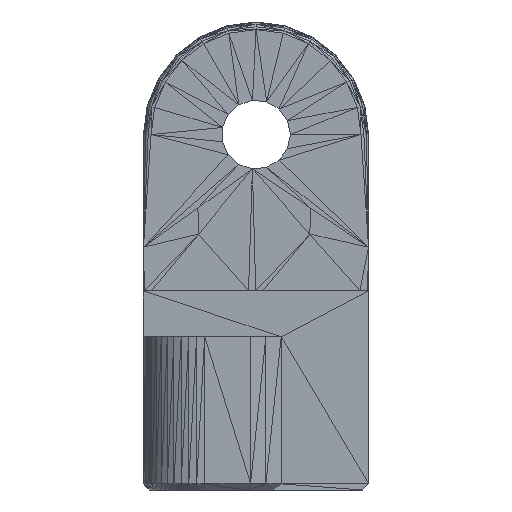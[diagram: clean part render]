
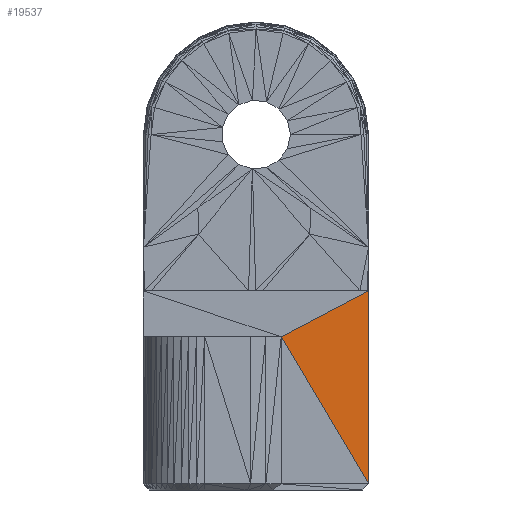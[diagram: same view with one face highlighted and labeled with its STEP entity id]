
A CAD part, left-side view. The second image highlights one B-rep face of the part: STEP entity #19537.
In plain terms, the highlighted planar face has unit normal (-1, 0, 0).
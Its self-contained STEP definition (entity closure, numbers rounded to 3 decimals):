
#243=FACE_OUTER_BOUND('',#1996,.T.);
#1996=EDGE_LOOP('',(#12981,#12982,#12983));
#3917=LINE('',#29764,#6549);
#3920=LINE('',#29769,#6552);
#3921=LINE('',#29771,#6553);
#6549=VECTOR('',#23679,10.);
#6552=VECTOR('',#23686,10.);
#6553=VECTOR('',#23689,10.);
#8785=VERTEX_POINT('',#28971);
#8886=VERTEX_POINT('',#29369);
#8956=VERTEX_POINT('',#29756);
#10056=EDGE_CURVE('',#8956,#8785,#3917,.T.);
#10059=EDGE_CURVE('',#8956,#8886,#3920,.T.);
#10060=EDGE_CURVE('',#8886,#8785,#3921,.T.);
#12981=ORIENTED_EDGE('',*,*,#10060,.F.);
#12982=ORIENTED_EDGE('',*,*,#10059,.F.);
#12983=ORIENTED_EDGE('',*,*,#10056,.T.);
#17784=PLANE('',#21304);
#19537=ADVANCED_FACE('',(#243),#17784,.T.);
#21304=AXIS2_PLACEMENT_3D('',#29770,#23687,#23688);
#23679=DIRECTION('',(0.,0.,1.));
#23686=DIRECTION('',(0.,0.511,0.86));
#23687=DIRECTION('center_axis',(-1.,0.,0.));
#23688=DIRECTION('ref_axis',(0.,0.,1.));
#23689=DIRECTION('',(0.,-0.885,0.465));
#28971=CARTESIAN_POINT('',(-8.011,-7.19,4.));
#29369=CARTESIAN_POINT('',(-8.011,-1.482,1.));
#29756=CARTESIAN_POINT('',(-8.011,-7.19,-8.6));
#29764=CARTESIAN_POINT('',(-8.011,-7.19,-8.6));
#29769=CARTESIAN_POINT('',(-8.011,-7.19,-8.6));
#29770=CARTESIAN_POINT('Origin',(-8.011,-7.19,-8.6));
#29771=CARTESIAN_POINT('',(-8.011,-1.482,1.));
